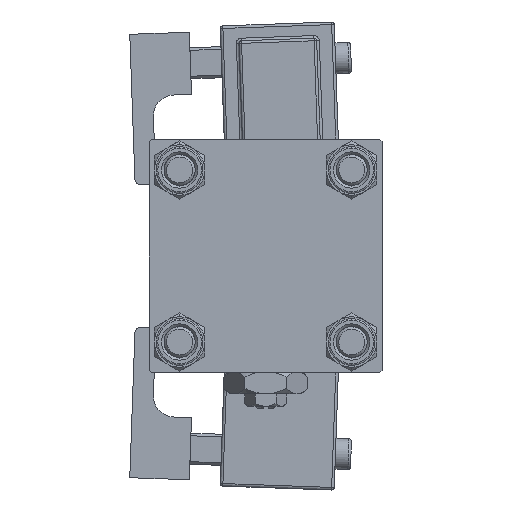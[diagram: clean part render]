
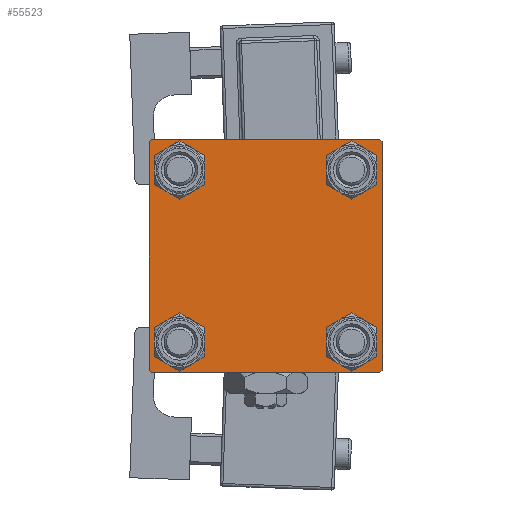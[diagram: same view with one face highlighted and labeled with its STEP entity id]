
A CAD part, left-side view. The second image highlights one B-rep face of the part: STEP entity #55523.
In plain terms, the highlighted planar face has unit normal (-1, 0, 0).
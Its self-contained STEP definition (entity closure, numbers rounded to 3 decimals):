
#63 = EDGE_CURVE ( 'NONE', #53755, #52780, #25063, .T. ) ;
#1409 = EDGE_CURVE ( 'NONE', #14784, #17056, #46907, .T. ) ;
#1466 = CARTESIAN_POINT ( 'NONE',  ( 0., -22., 22.5 ) ) ;
#1981 = DIRECTION ( 'NONE',  ( 0., 0., 1. ) ) ;
#2540 = DIRECTION ( 'NONE',  ( 1., 0., 0. ) ) ;
#2554 = AXIS2_PLACEMENT_3D ( 'NONE', #16846, #29371, #39042 ) ;
#3031 = LINE ( 'NONE', #50292, #53312 ) ;
#3078 = EDGE_LOOP ( 'NONE', ( #25854, #11075 ) ) ;
#3279 = VECTOR ( 'NONE', #28983, 1000. ) ;
#3914 = CIRCLE ( 'NONE', #27577, 3.5 ) ;
#4019 = CARTESIAN_POINT ( 'NONE',  ( 0., -16.6, -13.1 ) ) ;
#4424 = VECTOR ( 'NONE', #17005, 1000. ) ;
#4771 = VERTEX_POINT ( 'NONE', #25378 ) ;
#5157 = CARTESIAN_POINT ( 'NONE',  ( 0., -16.6, -16.6 ) ) ;
#5295 = CARTESIAN_POINT ( 'NONE',  ( 0., 16.6, -16.6 ) ) ;
#5338 = CIRCLE ( 'NONE', #37109, 3.5 ) ;
#5709 = ORIENTED_EDGE ( 'NONE', *, *, #16671, .T. ) ;
#6550 = DIRECTION ( 'NONE',  ( 0., 0., 1. ) ) ;
#6867 = CARTESIAN_POINT ( 'NONE',  ( 0., 16.6, 16.6 ) ) ;
#7799 = ORIENTED_EDGE ( 'NONE', *, *, #11496, .T. ) ;
#7899 = CARTESIAN_POINT ( 'NONE',  ( 0., 22.5, 22. ) ) ;
#8261 = LINE ( 'NONE', #38123, #37000 ) ;
#8314 = EDGE_CURVE ( 'NONE', #20570, #39280, #41511, .T. ) ;
#8352 = AXIS2_PLACEMENT_3D ( 'NONE', #5157, #2540, #6550 ) ;
#8696 = DIRECTION ( 'NONE',  ( 0., 0., 1. ) ) ;
#8796 = AXIS2_PLACEMENT_3D ( 'NONE', #5295, #31728, #31446 ) ;
#9814 = EDGE_CURVE ( 'NONE', #26469, #14784, #8261, .T. ) ;
#10179 = ORIENTED_EDGE ( 'NONE', *, *, #27730, .F. ) ;
#10222 = DIRECTION ( 'NONE',  ( 1., 0., 0. ) ) ;
#10294 = LINE ( 'NONE', #32172, #42153 ) ;
#11038 = LINE ( 'NONE', #15014, #52407 ) ;
#11043 = ORIENTED_EDGE ( 'NONE', *, *, #32096, .T. ) ;
#11075 = ORIENTED_EDGE ( 'NONE', *, *, #8314, .T. ) ;
#11496 = EDGE_CURVE ( 'NONE', #17056, #21823, #11038, .T. ) ;
#11906 = EDGE_CURVE ( 'NONE', #52780, #53755, #21484, .T. ) ;
#12505 = CARTESIAN_POINT ( 'NONE',  ( 0., -22.5, 22.5 ) ) ;
#13337 = CARTESIAN_POINT ( 'NONE',  ( 0., -22., -22.5 ) ) ;
#14032 = VERTEX_POINT ( 'NONE', #4019 ) ;
#14083 = LINE ( 'NONE', #14361, #42028 ) ;
#14242 = FACE_BOUND ( 'NONE', #28296, .T. ) ;
#14266 = AXIS2_PLACEMENT_3D ( 'NONE', #6867, #23658, #54668 ) ;
#14361 = CARTESIAN_POINT ( 'NONE',  ( 0., 22.5, 22.5 ) ) ;
#14784 = VERTEX_POINT ( 'NONE', #7899 ) ;
#15014 = CARTESIAN_POINT ( 'NONE',  ( 0., 22.25, -22.25 ) ) ;
#15874 = CARTESIAN_POINT ( 'NONE',  ( 0., -16.6, 16.6 ) ) ;
#16178 = EDGE_CURVE ( 'NONE', #19190, #14032, #5338, .T. ) ;
#16428 = ORIENTED_EDGE ( 'NONE', *, *, #30013, .T. ) ;
#16494 = ORIENTED_EDGE ( 'NONE', *, *, #35515, .T. ) ;
#16671 = EDGE_CURVE ( 'NONE', #48245, #4771, #38916, .T. ) ;
#16846 = CARTESIAN_POINT ( 'NONE',  ( 0., -16.6, 16.6 ) ) ;
#16982 = ORIENTED_EDGE ( 'NONE', *, *, #63, .T. ) ;
#17005 = DIRECTION ( 'NONE',  ( 0., -0.707, 0.707 ) ) ;
#17056 = VERTEX_POINT ( 'NONE', #54412 ) ;
#18942 = DIRECTION ( 'NONE',  ( 0., 0., 1. ) ) ;
#19190 = VERTEX_POINT ( 'NONE', #47345 ) ;
#19924 = DIRECTION ( 'NONE',  ( 0., -1., 0. ) ) ;
#20402 = DIRECTION ( 'NONE',  ( 1., 0., 0. ) ) ;
#20454 = DIRECTION ( 'NONE',  ( 0., 0., -1. ) ) ;
#20570 = VERTEX_POINT ( 'NONE', #48579 ) ;
#20764 = VERTEX_POINT ( 'NONE', #1466 ) ;
#21440 = AXIS2_PLACEMENT_3D ( 'NONE', #44374, #10222, #31541 ) ;
#21484 = CIRCLE ( 'NONE', #8796, 3.5 ) ;
#21823 = VERTEX_POINT ( 'NONE', #54160 ) ;
#22874 = CIRCLE ( 'NONE', #8352, 3.5 ) ;
#23194 = CARTESIAN_POINT ( 'NONE',  ( 0., 16.6, 16.6 ) ) ;
#23292 = CARTESIAN_POINT ( 'NONE',  ( 0., -16.6, 13.1 ) ) ;
#23658 = DIRECTION ( 'NONE',  ( 1., 0., 0. ) ) ;
#24777 = EDGE_LOOP ( 'NONE', ( #16982, #52596 ) ) ;
#25063 = CIRCLE ( 'NONE', #21440, 3.5 ) ;
#25378 = CARTESIAN_POINT ( 'NONE',  ( 0., -22.5, -22. ) ) ;
#25512 = CIRCLE ( 'NONE', #54589, 3.5 ) ;
#25854 = ORIENTED_EDGE ( 'NONE', *, *, #44159, .T. ) ;
#26028 = DIRECTION ( 'NONE',  ( 1., 0., 0. ) ) ;
#26269 = ORIENTED_EDGE ( 'NONE', *, *, #16178, .T. ) ;
#26469 = VERTEX_POINT ( 'NONE', #39478 ) ;
#26732 = AXIS2_PLACEMENT_3D ( 'NONE', #45802, #50078, #1981 ) ;
#27577 = AXIS2_PLACEMENT_3D ( 'NONE', #15874, #20402, #28943 ) ;
#27730 = EDGE_CURVE ( 'NONE', #26469, #20764, #14083, .T. ) ;
#28296 = EDGE_LOOP ( 'NONE', ( #16494, #31867 ) ) ;
#28943 = DIRECTION ( 'NONE',  ( 0., 0., 1. ) ) ;
#28983 = DIRECTION ( 'NONE',  ( 0., 0., -1. ) ) ;
#29143 = EDGE_CURVE ( 'NONE', #36985, #46222, #3914, .T. ) ;
#29371 = DIRECTION ( 'NONE',  ( 1., 0., 0. ) ) ;
#29831 = CARTESIAN_POINT ( 'NONE',  ( 0., 22.5, 22.5 ) ) ;
#30013 = EDGE_CURVE ( 'NONE', #21823, #48245, #10294, .T. ) ;
#31446 = DIRECTION ( 'NONE',  ( 0., 0., 1. ) ) ;
#31541 = DIRECTION ( 'NONE',  ( 0., 0., 1. ) ) ;
#31707 = DIRECTION ( 'NONE',  ( 0., -1., 0. ) ) ;
#31728 = DIRECTION ( 'NONE',  ( 1., 0., 0. ) ) ;
#31867 = ORIENTED_EDGE ( 'NONE', *, *, #29143, .T. ) ;
#32096 = EDGE_CURVE ( 'NONE', #51059, #20764, #3031, .T. ) ;
#32172 = CARTESIAN_POINT ( 'NONE',  ( 0., 22.5, -22.5 ) ) ;
#32367 = DIRECTION ( 'NONE',  ( 0., -0.707, -0.707 ) ) ;
#32857 = DIRECTION ( 'NONE',  ( 1., 0., 0. ) ) ;
#33527 = ORIENTED_EDGE ( 'NONE', *, *, #9814, .T. ) ;
#34934 = ORIENTED_EDGE ( 'NONE', *, *, #46337, .T. ) ;
#35515 = EDGE_CURVE ( 'NONE', #46222, #36985, #53474, .T. ) ;
#36985 = VERTEX_POINT ( 'NONE', #23292 ) ;
#37000 = VECTOR ( 'NONE', #55478, 1000. ) ;
#37109 = AXIS2_PLACEMENT_3D ( 'NONE', #52221, #26028, #8696 ) ;
#37474 = DIRECTION ( 'NONE',  ( 0., 0.707, 0.707 ) ) ;
#38123 = CARTESIAN_POINT ( 'NONE',  ( 0., 22.25, 22.25 ) ) ;
#38164 = EDGE_CURVE ( 'NONE', #51059, #4771, #41812, .T. ) ;
#38502 = EDGE_LOOP ( 'NONE', ( #38963, #7799, #16428, #5709, #43019, #11043, #10179, #33527 ) ) ;
#38916 = LINE ( 'NONE', #42627, #4424 ) ;
#38963 = ORIENTED_EDGE ( 'NONE', *, *, #1409, .T. ) ;
#39042 = DIRECTION ( 'NONE',  ( 0., 0., 1. ) ) ;
#39280 = VERTEX_POINT ( 'NONE', #44650 ) ;
#39327 = CARTESIAN_POINT ( 'NONE',  ( 0., 16.6, -20.1 ) ) ;
#39478 = CARTESIAN_POINT ( 'NONE',  ( 0., 22., 22.5 ) ) ;
#40976 = PLANE ( 'NONE',  #26732 ) ;
#41017 = EDGE_LOOP ( 'NONE', ( #34934, #26269 ) ) ;
#41511 = CIRCLE ( 'NONE', #14266, 3.5 ) ;
#41812 = LINE ( 'NONE', #12505, #46276 ) ;
#42028 = VECTOR ( 'NONE', #31707, 1000. ) ;
#42131 = CARTESIAN_POINT ( 'NONE',  ( 0., 16.6, -13.1 ) ) ;
#42153 = VECTOR ( 'NONE', #19924, 1000. ) ;
#42627 = CARTESIAN_POINT ( 'NONE',  ( 0., -22.25, -22.25 ) ) ;
#43019 = ORIENTED_EDGE ( 'NONE', *, *, #38164, .F. ) ;
#44159 = EDGE_CURVE ( 'NONE', #39280, #20570, #25512, .T. ) ;
#44374 = CARTESIAN_POINT ( 'NONE',  ( 0., 16.6, -16.6 ) ) ;
#44650 = CARTESIAN_POINT ( 'NONE',  ( 0., 16.6, 20.1 ) ) ;
#45250 = FACE_BOUND ( 'NONE', #3078, .T. ) ;
#45525 = FACE_BOUND ( 'NONE', #24777, .T. ) ;
#45802 = CARTESIAN_POINT ( 'NONE',  ( 0., 0., 0. ) ) ;
#46222 = VERTEX_POINT ( 'NONE', #51275 ) ;
#46276 = VECTOR ( 'NONE', #20454, 1000. ) ;
#46337 = EDGE_CURVE ( 'NONE', #14032, #19190, #22874, .T. ) ;
#46907 = LINE ( 'NONE', #29831, #3279 ) ;
#47345 = CARTESIAN_POINT ( 'NONE',  ( 0., -16.6, -20.1 ) ) ;
#48245 = VERTEX_POINT ( 'NONE', #13337 ) ;
#48579 = CARTESIAN_POINT ( 'NONE',  ( 0., 16.6, 13.1 ) ) ;
#50078 = DIRECTION ( 'NONE',  ( -1., 0., 0. ) ) ;
#50292 = CARTESIAN_POINT ( 'NONE',  ( 0., -22.25, 22.25 ) ) ;
#50435 = CARTESIAN_POINT ( 'NONE',  ( 0., -22.5, 22. ) ) ;
#51059 = VERTEX_POINT ( 'NONE', #50435 ) ;
#51275 = CARTESIAN_POINT ( 'NONE',  ( 0., -16.6, 20.1 ) ) ;
#52221 = CARTESIAN_POINT ( 'NONE',  ( 0., -16.6, -16.6 ) ) ;
#52407 = VECTOR ( 'NONE', #32367, 1000. ) ;
#52596 = ORIENTED_EDGE ( 'NONE', *, *, #11906, .T. ) ;
#52780 = VERTEX_POINT ( 'NONE', #39327 ) ;
#53312 = VECTOR ( 'NONE', #37474, 1000. ) ;
#53474 = CIRCLE ( 'NONE', #2554, 3.5 ) ;
#53503 = FACE_BOUND ( 'NONE', #41017, .T. ) ;
#53755 = VERTEX_POINT ( 'NONE', #42131 ) ;
#53780 = FACE_OUTER_BOUND ( 'NONE', #38502, .T. ) ;
#54160 = CARTESIAN_POINT ( 'NONE',  ( 0., 22., -22.5 ) ) ;
#54412 = CARTESIAN_POINT ( 'NONE',  ( 0., 22.5, -22. ) ) ;
#54589 = AXIS2_PLACEMENT_3D ( 'NONE', #23194, #32857, #18942 ) ;
#54668 = DIRECTION ( 'NONE',  ( 0., 0., 1. ) ) ;
#55478 = DIRECTION ( 'NONE',  ( 0., 0.707, -0.707 ) ) ;
#55523 = ADVANCED_FACE ( 'NONE', ( #14242, #53503, #45525, #45250, #53780 ), #40976, .T. ) ;
